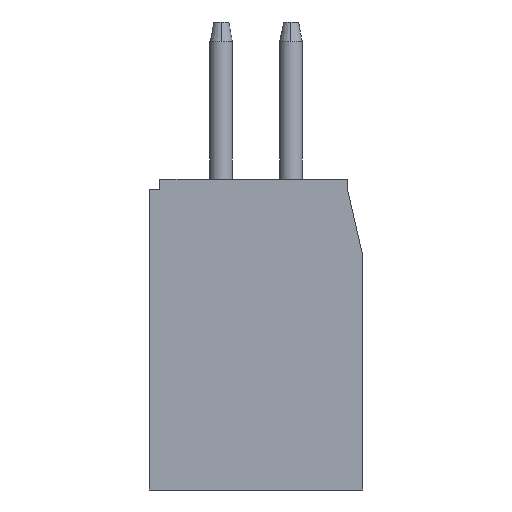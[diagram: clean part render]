
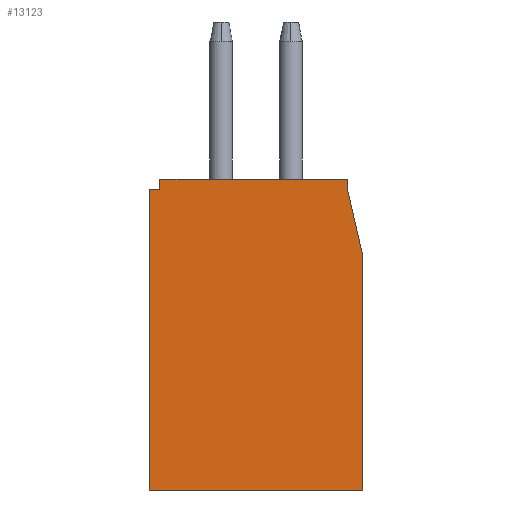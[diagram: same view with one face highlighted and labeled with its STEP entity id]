
A CAD part, left-side view. The second image highlights one B-rep face of the part: STEP entity #13123.
In plain terms, the highlighted planar face has unit normal (-1, 0, 0).
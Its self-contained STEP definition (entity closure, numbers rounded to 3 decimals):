
#582 = VERTEX_POINT ( 'NONE', #12779 ) ;
#1051 = DIRECTION ( 'NONE',  ( 0., 0., 1. ) ) ;
#1059 = VECTOR ( 'NONE', #12799, 1000. ) ;
#1182 = EDGE_CURVE ( 'NONE', #1552, #2382, #3422, .T. ) ;
#1442 = LINE ( 'NONE', #4832, #2100 ) ;
#1552 = VERTEX_POINT ( 'NONE', #6851 ) ;
#1973 = VECTOR ( 'NONE', #13379, 1000. ) ;
#2100 = VECTOR ( 'NONE', #7938, 1000. ) ;
#2251 = CARTESIAN_POINT ( 'NONE',  ( -7.3, -3.05, 8.9 ) ) ;
#2286 = CARTESIAN_POINT ( 'NONE',  ( -7.3, -3.05, 8.9 ) ) ;
#2318 = CARTESIAN_POINT ( 'NONE',  ( -7.3, -3.05, 0. ) ) ;
#2382 = VERTEX_POINT ( 'NONE', #3500 ) ;
#2446 = VECTOR ( 'NONE', #8790, 1000. ) ;
#2576 = ORIENTED_EDGE ( 'NONE', *, *, #9378, .T. ) ;
#2673 = ORIENTED_EDGE ( 'NONE', *, *, #4023, .T. ) ;
#2961 = ORIENTED_EDGE ( 'NONE', *, *, #11224, .F. ) ;
#3032 = VECTOR ( 'NONE', #5642, 1000. ) ;
#3078 = EDGE_CURVE ( 'NONE', #582, #7345, #12590, .T. ) ;
#3245 = LINE ( 'NONE', #13846, #4221 ) ;
#3251 = PLANE ( 'NONE',  #3901 ) ;
#3422 = LINE ( 'NONE', #2286, #2446 ) ;
#3500 = CARTESIAN_POINT ( 'NONE',  ( -7.3, -2.619, 8.9 ) ) ;
#3852 = EDGE_LOOP ( 'NONE', ( #2673, #11091, #4633, #9539, #12499, #2961, #2576, #5747 ) ) ;
#3901 = AXIS2_PLACEMENT_3D ( 'NONE', #2251, #4381, #8752 ) ;
#4023 = EDGE_CURVE ( 'NONE', #1552, #11511, #11201, .T. ) ;
#4187 = CARTESIAN_POINT ( 'NONE',  ( -7.3, 2.75, 8.6 ) ) ;
#4221 = VECTOR ( 'NONE', #1051, 1000. ) ;
#4381 = DIRECTION ( 'NONE',  ( 1., 0., 0. ) ) ;
#4548 = CARTESIAN_POINT ( 'NONE',  ( -7.3, 3.05, 8.9 ) ) ;
#4633 = ORIENTED_EDGE ( 'NONE', *, *, #11275, .T. ) ;
#4735 = LINE ( 'NONE', #7911, #11179 ) ;
#4832 = CARTESIAN_POINT ( 'NONE',  ( -7.3, -3.05, 8.9 ) ) ;
#5128 = CARTESIAN_POINT ( 'NONE',  ( -7.3, -3.05, 6.729 ) ) ;
#5617 = CARTESIAN_POINT ( 'NONE',  ( -7.3, -2.619, 8.6 ) ) ;
#5642 = DIRECTION ( 'NONE',  ( 0., 0., -1. ) ) ;
#5747 = ORIENTED_EDGE ( 'NONE', *, *, #1182, .F. ) ;
#5815 = VECTOR ( 'NONE', #8988, 1000. ) ;
#6672 = CARTESIAN_POINT ( 'NONE',  ( -7.3, -3.05, 6.729 ) ) ;
#6761 = VERTEX_POINT ( 'NONE', #12900 ) ;
#6825 = EDGE_CURVE ( 'NONE', #13940, #7345, #1442, .T. ) ;
#6851 = CARTESIAN_POINT ( 'NONE',  ( -7.3, 2.75, 8.9 ) ) ;
#6880 = LINE ( 'NONE', #6672, #1973 ) ;
#7345 = VERTEX_POINT ( 'NONE', #2318 ) ;
#7415 = FACE_OUTER_BOUND ( 'NONE', #3852, .T. ) ;
#7605 = VERTEX_POINT ( 'NONE', #5617 ) ;
#7698 = DIRECTION ( 'NONE',  ( 0., 1., 0. ) ) ;
#7911 = CARTESIAN_POINT ( 'NONE',  ( -7.3, -3.05, 8.6 ) ) ;
#7938 = DIRECTION ( 'NONE',  ( 0., 0., -1. ) ) ;
#8060 = EDGE_CURVE ( 'NONE', #11511, #6761, #4735, .T. ) ;
#8752 = DIRECTION ( 'NONE',  ( 0., 0., -1. ) ) ;
#8790 = DIRECTION ( 'NONE',  ( 0., -1., 0. ) ) ;
#8988 = DIRECTION ( 'NONE',  ( 0., 0., -1. ) ) ;
#9074 = CARTESIAN_POINT ( 'NONE',  ( -7.3, 2.75, 8.9 ) ) ;
#9378 = EDGE_CURVE ( 'NONE', #7605, #2382, #3245, .T. ) ;
#9539 = ORIENTED_EDGE ( 'NONE', *, *, #3078, .T. ) ;
#11045 = LINE ( 'NONE', #4548, #5815 ) ;
#11091 = ORIENTED_EDGE ( 'NONE', *, *, #8060, .T. ) ;
#11179 = VECTOR ( 'NONE', #7698, 1000. ) ;
#11201 = LINE ( 'NONE', #9074, #3032 ) ;
#11224 = EDGE_CURVE ( 'NONE', #7605, #13940, #6880, .T. ) ;
#11275 = EDGE_CURVE ( 'NONE', #6761, #582, #11045, .T. ) ;
#11511 = VERTEX_POINT ( 'NONE', #4187 ) ;
#11518 = CARTESIAN_POINT ( 'NONE',  ( -7.3, -3.05, 0. ) ) ;
#12499 = ORIENTED_EDGE ( 'NONE', *, *, #6825, .F. ) ;
#12590 = LINE ( 'NONE', #11518, #1059 ) ;
#12779 = CARTESIAN_POINT ( 'NONE',  ( -7.3, 3.05, 0. ) ) ;
#12799 = DIRECTION ( 'NONE',  ( 0., -1., 0. ) ) ;
#12900 = CARTESIAN_POINT ( 'NONE',  ( -7.3, 3.05, 8.6 ) ) ;
#13123 = ADVANCED_FACE ( 'NONE', ( #7415 ), #3251, .F. ) ;
#13379 = DIRECTION ( 'NONE',  ( 0., -0.224, -0.974 ) ) ;
#13846 = CARTESIAN_POINT ( 'NONE',  ( -7.3, -2.619, 8.6 ) ) ;
#13940 = VERTEX_POINT ( 'NONE', #5128 ) ;
